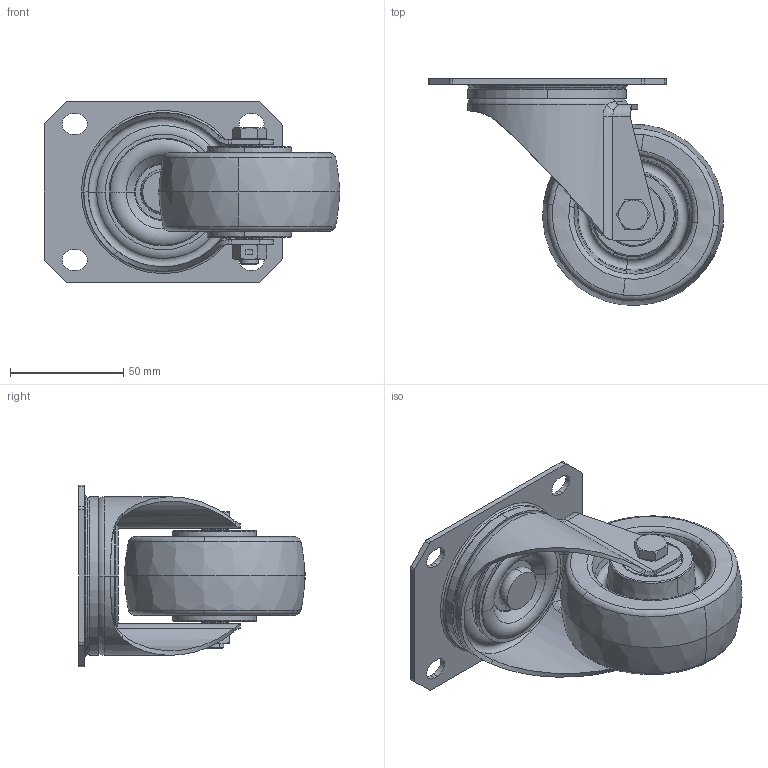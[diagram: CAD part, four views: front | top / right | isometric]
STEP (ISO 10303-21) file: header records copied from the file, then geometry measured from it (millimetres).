
FILE_DESCRIPTION (( 'STEP AP214' ), '1' );
FILE_NAME ('0055728.step', '2023-09-27T11:58:36', ( '' ), ( '' ), 'SwSTEP 2.0', 'SolidWorks 2020', '' );
FILE_SCHEMA (( 'AUTOMOTIVE_DESIGN' ));
Length unit declared in the file: millimetre
Products named in the file (1): 0055728
Bounding box: 130.45 x 99.95 x 80 mm (x, y, z)
Volume: 197476.1 mm3; surface area: 100411.4 mm2
Topology: 10 solids, 10 shells, 603 faces, 1489 edges, 926 vertices
Faces by surface type: torus 200, plane 120, cone 112, cylinder 95, bspline 76
Entity records: 28910 total; most frequent: CARTESIAN_POINT 8506, ORIENTED_EDGE 2978, DIRECTION 2793, EDGE_CURVE 1489, AXIS2_PLACEMENT_3D 1258, VERTEX_POINT 926, CIRCLE 730, EDGE_LOOP 651
